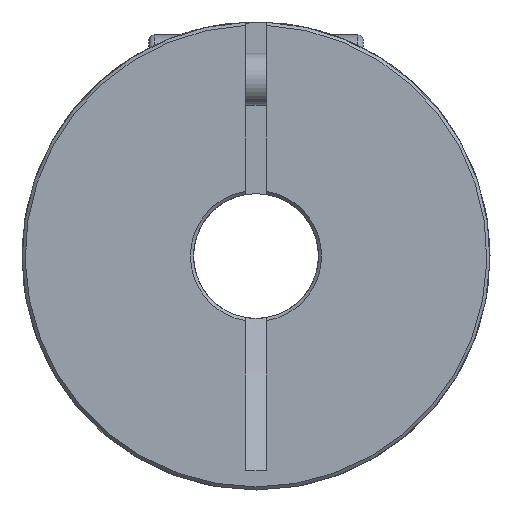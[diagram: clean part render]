
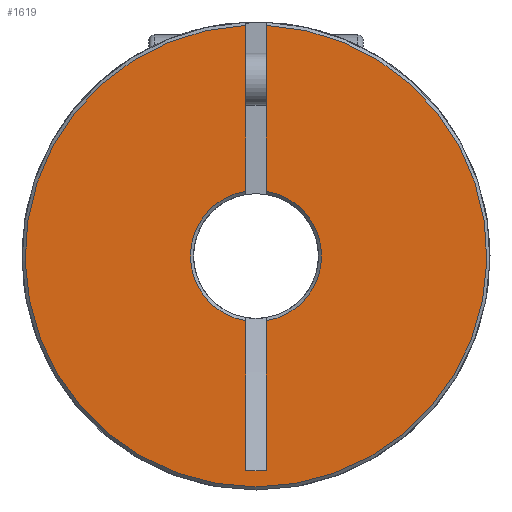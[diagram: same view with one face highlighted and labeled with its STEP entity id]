
A CAD part, left-side view. The second image highlights one B-rep face of the part: STEP entity #1619.
In plain terms, the highlighted planar face has unit normal (-1, 0, 0).
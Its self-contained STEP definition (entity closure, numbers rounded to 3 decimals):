
#114=LINE('',#2609,#192);
#115=LINE('',#2617,#193);
#117=LINE('',#2630,#195);
#119=LINE('',#2642,#197);
#122=LINE('',#2653,#200);
#192=VECTOR('',#2015,1000.);
#193=VECTOR('',#2018,1000.);
#195=VECTOR('',#2026,1000.);
#197=VECTOR('',#2032,1000.);
#200=VECTOR('',#2037,1000.);
#343=ORIENTED_EDGE('',*,*,#743,.T.);
#344=ORIENTED_EDGE('',*,*,#713,.F.);
#345=ORIENTED_EDGE('',*,*,#705,.F.);
#346=ORIENTED_EDGE('',*,*,#700,.T.);
#347=ORIENTED_EDGE('',*,*,#744,.T.);
#348=ORIENTED_EDGE('',*,*,#698,.T.);
#349=ORIENTED_EDGE('',*,*,#745,.F.);
#350=ORIENTED_EDGE('',*,*,#709,.F.);
#698=EDGE_CURVE('',#898,#902,#114,.T.);
#700=EDGE_CURVE('',#905,#903,#115,.T.);
#705=EDGE_CURVE('',#905,#908,#117,.T.);
#709=EDGE_CURVE('',#912,#913,#119,.T.);
#713=EDGE_CURVE('',#908,#916,#122,.T.);
#743=EDGE_CURVE('',#912,#916,#1051,.T.);
#744=EDGE_CURVE('',#903,#898,#1052,.T.);
#745=EDGE_CURVE('',#913,#902,#1053,.T.);
#898=VERTEX_POINT('',#2597);
#902=VERTEX_POINT('',#2608);
#903=VERTEX_POINT('',#2615);
#905=VERTEX_POINT('',#2618);
#908=VERTEX_POINT('',#2625);
#912=VERTEX_POINT('',#2641);
#913=VERTEX_POINT('',#2643);
#916=VERTEX_POINT('',#2654);
#1051=CIRCLE('',#1778,6.3);
#1052=CIRCLE('',#1779,6.3);
#1053=CIRCLE('',#1780,22.2);
#1166=EDGE_LOOP('',(#343,#344,#345,#346,#347,#348,#349,#350));
#1364=FACE_BOUND('',#1166,.T.);
#1543=PLANE('',#1777);
#1619=ADVANCED_FACE('',(#1364),#1543,.F.);
#1777=AXIS2_PLACEMENT_3D('',#2805,#2085,#2086);
#1778=AXIS2_PLACEMENT_3D('',#2806,#2087,#2088);
#1779=AXIS2_PLACEMENT_3D('',#2807,#2089,#2090);
#1780=AXIS2_PLACEMENT_3D('',#2808,#2091,#2092);
#2015=DIRECTION('',(0.,0.,1.));
#2018=DIRECTION('',(0.,0.,1.));
#2026=DIRECTION('',(0.,-1.,0.));
#2032=DIRECTION('',(0.,0.,1.));
#2037=DIRECTION('',(0.,0.,1.));
#2085=DIRECTION('',(1.,0.,0.));
#2086=DIRECTION('',(0.,0.,-1.));
#2087=DIRECTION('',(1.,0.,0.));
#2088=DIRECTION('',(0.,0.,-1.));
#2089=DIRECTION('',(1.,0.,0.));
#2090=DIRECTION('',(0.,0.,-1.));
#2091=DIRECTION('',(1.,0.,0.));
#2092=DIRECTION('',(0.,0.,-1.));
#2597=CARTESIAN_POINT('',(0.,1.,6.22));
#2608=CARTESIAN_POINT('',(0.,1.,22.177));
#2609=CARTESIAN_POINT('',(0.,1.,-20.63));
#2615=CARTESIAN_POINT('',(0.,1.,-6.22));
#2617=CARTESIAN_POINT('',(0.,1.,-20.63));
#2618=CARTESIAN_POINT('',(0.,1.,-20.63));
#2625=CARTESIAN_POINT('',(0.,-1.,-20.63));
#2630=CARTESIAN_POINT('',(0.,1.,-20.63));
#2641=CARTESIAN_POINT('',(0.,-1.,6.22));
#2642=CARTESIAN_POINT('',(0.,-1.,-20.63));
#2643=CARTESIAN_POINT('',(0.,-1.,22.177));
#2653=CARTESIAN_POINT('',(0.,-1.,-20.63));
#2654=CARTESIAN_POINT('',(0.,-1.,-6.22));
#2805=CARTESIAN_POINT('',(0.,0.,0.));
#2806=CARTESIAN_POINT('',(0.,0.,0.));
#2807=CARTESIAN_POINT('',(0.,0.,0.));
#2808=CARTESIAN_POINT('',(0.,0.,0.));
